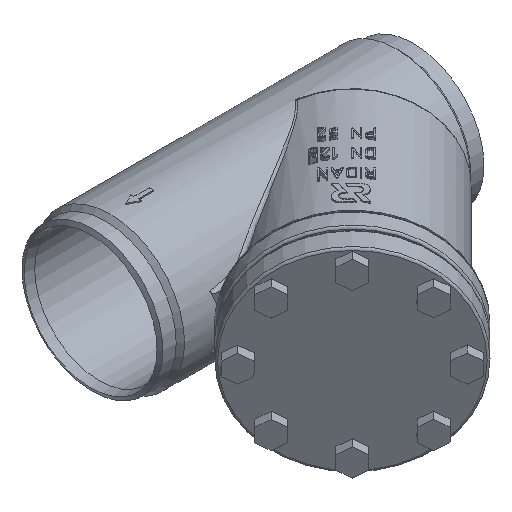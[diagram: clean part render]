
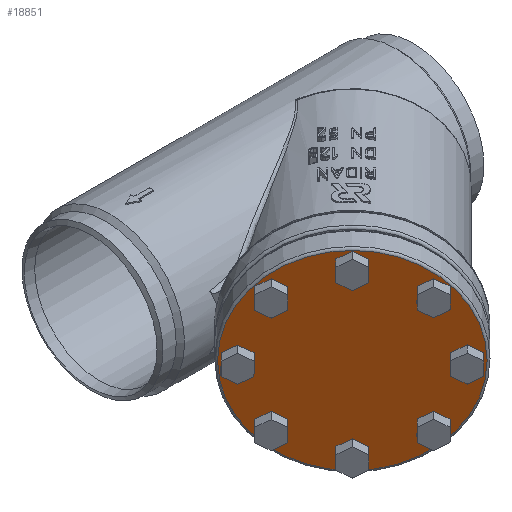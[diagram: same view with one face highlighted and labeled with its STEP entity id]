
A CAD part, isometric view. The second image highlights one B-rep face of the part: STEP entity #18851.
In plain terms, the highlighted face is planar.
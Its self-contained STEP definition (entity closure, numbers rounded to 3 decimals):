
#18370=CARTESIAN_POINT('',(-8.,-80.49,23.));
#18371=VERTEX_POINT('',#18370);
#18395=CARTESIAN_POINT('',(-0.,-72.49,23.));
#18396=VERTEX_POINT('',#18395);
#18397=CARTESIAN_POINT('',(-0.,-80.49,23.));
#18398=DIRECTION('',(0.,-0.,1.));
#18399=DIRECTION('',(0.,1.,0.));
#18400=AXIS2_PLACEMENT_3D('',#18397,#18398,#18399);
#18401=CIRCLE('',#18400,8.);
#18402=EDGE_CURVE('',#18371,#18396,#18401,.T.);
#18404=CARTESIAN_POINT('',(-0.,-80.49,23.));
#18405=DIRECTION('',(0.,-0.,1.));
#18406=DIRECTION('',(0.,1.,0.));
#18407=AXIS2_PLACEMENT_3D('',#18404,#18405,#18406);
#18408=CIRCLE('',#18407,8.);
#18409=EDGE_CURVE('',#18396,#18371,#18408,.T.);
#18421=CARTESIAN_POINT('',(-64.915,-56.915,23.));
#18422=VERTEX_POINT('',#18421);
#18446=CARTESIAN_POINT('',(-51.258,-51.258,23.));
#18447=VERTEX_POINT('',#18446);
#18448=CARTESIAN_POINT('',(-56.915,-56.915,23.));
#18449=DIRECTION('',(0.,-0.,1.));
#18450=DIRECTION('',(0.707,0.707,0.));
#18451=AXIS2_PLACEMENT_3D('',#18448,#18449,#18450);
#18452=CIRCLE('',#18451,8.);
#18453=EDGE_CURVE('',#18422,#18447,#18452,.T.);
#18455=CARTESIAN_POINT('',(-56.915,-56.915,23.));
#18456=DIRECTION('',(0.,-0.,1.));
#18457=DIRECTION('',(0.707,0.707,0.));
#18458=AXIS2_PLACEMENT_3D('',#18455,#18456,#18457);
#18459=CIRCLE('',#18458,8.);
#18460=EDGE_CURVE('',#18447,#18422,#18459,.T.);
#18472=CARTESIAN_POINT('',(-88.49,0.,23.));
#18473=VERTEX_POINT('',#18472);
#18497=CARTESIAN_POINT('',(-72.49,0.,23.));
#18498=VERTEX_POINT('',#18497);
#18499=CARTESIAN_POINT('',(-80.49,0.,23.));
#18500=DIRECTION('',(0.,0.,1.));
#18501=DIRECTION('',(1.,-0.,0.));
#18502=AXIS2_PLACEMENT_3D('',#18499,#18500,#18501);
#18503=CIRCLE('',#18502,8.);
#18504=EDGE_CURVE('',#18473,#18498,#18503,.T.);
#18506=CARTESIAN_POINT('',(-80.49,0.,23.));
#18507=DIRECTION('',(0.,0.,1.));
#18508=DIRECTION('',(1.,-0.,0.));
#18509=AXIS2_PLACEMENT_3D('',#18506,#18507,#18508);
#18510=CIRCLE('',#18509,8.);
#18511=EDGE_CURVE('',#18498,#18473,#18510,.T.);
#18523=CARTESIAN_POINT('',(-64.915,56.915,23.));
#18524=VERTEX_POINT('',#18523);
#18548=CARTESIAN_POINT('',(-51.258,51.258,23.));
#18549=VERTEX_POINT('',#18548);
#18550=CARTESIAN_POINT('',(-56.915,56.915,23.));
#18551=DIRECTION('',(0.,0.,1.));
#18552=DIRECTION('',(0.707,-0.707,0.));
#18553=AXIS2_PLACEMENT_3D('',#18550,#18551,#18552);
#18554=CIRCLE('',#18553,8.);
#18555=EDGE_CURVE('',#18524,#18549,#18554,.T.);
#18557=CARTESIAN_POINT('',(-56.915,56.915,23.));
#18558=DIRECTION('',(0.,0.,1.));
#18559=DIRECTION('',(0.707,-0.707,0.));
#18560=AXIS2_PLACEMENT_3D('',#18557,#18558,#18559);
#18561=CIRCLE('',#18560,8.);
#18562=EDGE_CURVE('',#18549,#18524,#18561,.T.);
#18574=CARTESIAN_POINT('',(-8.,80.49,23.));
#18575=VERTEX_POINT('',#18574);
#18599=CARTESIAN_POINT('',(0.,72.49,23.));
#18600=VERTEX_POINT('',#18599);
#18601=CARTESIAN_POINT('',(0.,80.49,23.));
#18602=DIRECTION('',(0.,0.,1.));
#18603=DIRECTION('',(-0.,-1.,0.));
#18604=AXIS2_PLACEMENT_3D('',#18601,#18602,#18603);
#18605=CIRCLE('',#18604,8.);
#18606=EDGE_CURVE('',#18575,#18600,#18605,.T.);
#18608=CARTESIAN_POINT('',(0.,80.49,23.));
#18609=DIRECTION('',(0.,0.,1.));
#18610=DIRECTION('',(-0.,-1.,0.));
#18611=AXIS2_PLACEMENT_3D('',#18608,#18609,#18610);
#18612=CIRCLE('',#18611,8.);
#18613=EDGE_CURVE('',#18600,#18575,#18612,.T.);
#18625=CARTESIAN_POINT('',(48.915,56.915,23.));
#18626=VERTEX_POINT('',#18625);
#18650=CARTESIAN_POINT('',(51.258,51.258,23.));
#18651=VERTEX_POINT('',#18650);
#18652=CARTESIAN_POINT('',(56.915,56.915,23.));
#18653=DIRECTION('',(0.,0.,1.));
#18654=DIRECTION('',(-0.707,-0.707,0.));
#18655=AXIS2_PLACEMENT_3D('',#18652,#18653,#18654);
#18656=CIRCLE('',#18655,8.);
#18657=EDGE_CURVE('',#18626,#18651,#18656,.T.);
#18659=CARTESIAN_POINT('',(56.915,56.915,23.));
#18660=DIRECTION('',(0.,0.,1.));
#18661=DIRECTION('',(-0.707,-0.707,0.));
#18662=AXIS2_PLACEMENT_3D('',#18659,#18660,#18661);
#18663=CIRCLE('',#18662,8.);
#18664=EDGE_CURVE('',#18651,#18626,#18663,.T.);
#18676=CARTESIAN_POINT('',(72.49,0.,23.));
#18677=VERTEX_POINT('',#18676);
#18692=CARTESIAN_POINT('',(80.49,0.,23.));
#18693=DIRECTION('',(0.,0.,1.));
#18694=DIRECTION('',(-1.,0.,0.));
#18695=AXIS2_PLACEMENT_3D('',#18692,#18693,#18694);
#18696=CIRCLE('',#18695,8.);
#18697=EDGE_CURVE('',#18677,#18677,#18696,.T.);
#18760=CARTESIAN_POINT('',(48.915,-56.915,23.));
#18761=VERTEX_POINT('',#18760);
#18785=CARTESIAN_POINT('',(51.258,-51.258,23.));
#18786=VERTEX_POINT('',#18785);
#18787=CARTESIAN_POINT('',(56.915,-56.915,23.));
#18788=DIRECTION('',(0.,0.,1.));
#18789=DIRECTION('',(-0.707,0.707,0.));
#18790=AXIS2_PLACEMENT_3D('',#18787,#18788,#18789);
#18791=CIRCLE('',#18790,8.);
#18792=EDGE_CURVE('',#18761,#18786,#18791,.T.);
#18794=CARTESIAN_POINT('',(56.915,-56.915,23.));
#18795=DIRECTION('',(0.,0.,1.));
#18796=DIRECTION('',(-0.707,0.707,0.));
#18797=AXIS2_PLACEMENT_3D('',#18794,#18795,#18796);
#18798=CIRCLE('',#18797,8.);
#18799=EDGE_CURVE('',#18786,#18761,#18798,.T.);
#18804=CARTESIAN_POINT('',(0.,0.,23.));
#18805=DIRECTION('',(0.,0.,1.));
#18806=DIRECTION('',(-1.,0.,0.));
#18807=AXIS2_PLACEMENT_3D('',#18804,#18805,#18806);
#18808=PLANE('',#18807);
#18809=CARTESIAN_POINT('',(94.5,-0.,23.));
#18810=VERTEX_POINT('',#18809);
#18811=CARTESIAN_POINT('',(0.,0.,23.));
#18812=DIRECTION('',(0.,0.,1.));
#18813=DIRECTION('',(1.,0.,-0.));
#18814=AXIS2_PLACEMENT_3D('',#18811,#18812,#18813);
#18815=CIRCLE('',#18814,94.5);
#18816=EDGE_CURVE('',#18810,#18810,#18815,.T.);
#18817=ORIENTED_EDGE('',*,*,#18816,.T.);
#18818=EDGE_LOOP('',(#18817));
#18819=FACE_BOUND('',#18818,.T.);
#18820=ORIENTED_EDGE('',*,*,#18697,.F.);
#18821=EDGE_LOOP('',(#18820));
#18822=FACE_BOUND('',#18821,.T.);
#18823=ORIENTED_EDGE('',*,*,#18657,.F.);
#18824=ORIENTED_EDGE('',*,*,#18664,.F.);
#18825=EDGE_LOOP('',(#18823,#18824));
#18826=FACE_BOUND('',#18825,.T.);
#18827=ORIENTED_EDGE('',*,*,#18606,.F.);
#18828=ORIENTED_EDGE('',*,*,#18613,.F.);
#18829=EDGE_LOOP('',(#18827,#18828));
#18830=FACE_BOUND('',#18829,.T.);
#18831=ORIENTED_EDGE('',*,*,#18555,.F.);
#18832=ORIENTED_EDGE('',*,*,#18562,.F.);
#18833=EDGE_LOOP('',(#18831,#18832));
#18834=FACE_BOUND('',#18833,.T.);
#18835=ORIENTED_EDGE('',*,*,#18504,.F.);
#18836=ORIENTED_EDGE('',*,*,#18511,.F.);
#18837=EDGE_LOOP('',(#18835,#18836));
#18838=FACE_BOUND('',#18837,.T.);
#18839=ORIENTED_EDGE('',*,*,#18453,.F.);
#18840=ORIENTED_EDGE('',*,*,#18460,.F.);
#18841=EDGE_LOOP('',(#18839,#18840));
#18842=FACE_BOUND('',#18841,.T.);
#18843=ORIENTED_EDGE('',*,*,#18402,.F.);
#18844=ORIENTED_EDGE('',*,*,#18409,.F.);
#18845=EDGE_LOOP('',(#18843,#18844));
#18846=FACE_BOUND('',#18845,.T.);
#18847=ORIENTED_EDGE('',*,*,#18792,.F.);
#18848=ORIENTED_EDGE('',*,*,#18799,.F.);
#18849=EDGE_LOOP('',(#18847,#18848));
#18850=FACE_BOUND('',#18849,.T.);
#18851=ADVANCED_FACE('',(#18819,#18822,#18826,#18830,#18834,#18838,#18842,#18846,#18850),#18808,.T.);
